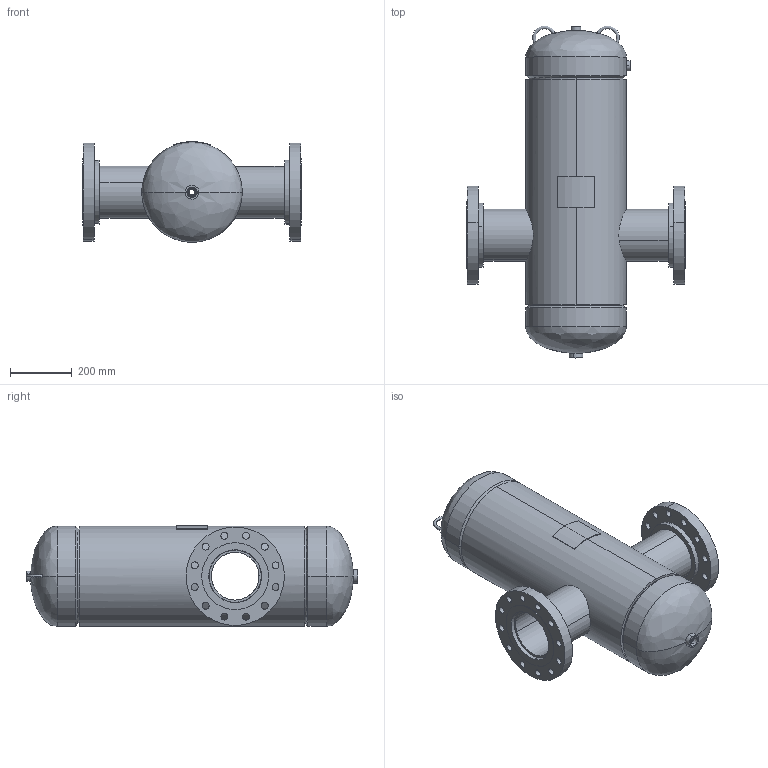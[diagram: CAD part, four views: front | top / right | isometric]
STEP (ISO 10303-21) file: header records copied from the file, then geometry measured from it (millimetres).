
FILE_DESCRIPTION (( 'STEP AP203' ), '1' );
FILE_NAME ('WVNA-6NHV.STEP', '2021-03-16T18:14:08', ( '' ), ( '' ), 'SwSTEP 2.0', 'SolidWorks 2021', '' );
FILE_SCHEMA (( 'CONFIG_CONTROL_DESIGN' ));
Length unit declared in the file: inch
Products named in the file (11): 99P2928; 9201580; 9301110_8.625; 9500050; 9500030; 9400527; 9400540; WVNA-6NHV; 9600830_12.75" VERT; 9461300
Assembly tree (15 placements, depth 2):
  WVNA-6NHV
    99P2928
    9201580
    9201580
    9500030  x2
    9500050
    9301110_8.625  x2
    9461300  x2
    9400540  x2
    9400527  x2
    9600830_12.75" VERT
Bounding box: 704.85 x 1071.12 x 325.22 mm (x, y, z)
Volume: 15414838.3 mm3; surface area: 3102206.6 mm2
Topology: 15 solids, 15 shells, 188 faces, 444 edges, 292 vertices
Faces by surface type: cylinder 122, plane 44, cone 10, bspline 8, torus 4
Entity records: 6399 total; most frequent: CARTESIAN_POINT 2070, DIRECTION 694, ORIENTED_EDGE 576, AXIS2_PLACEMENT_3D 298, EDGE_CURVE 288, VERTEX_POINT 188, EDGE_LOOP 168, CIRCLE 166
